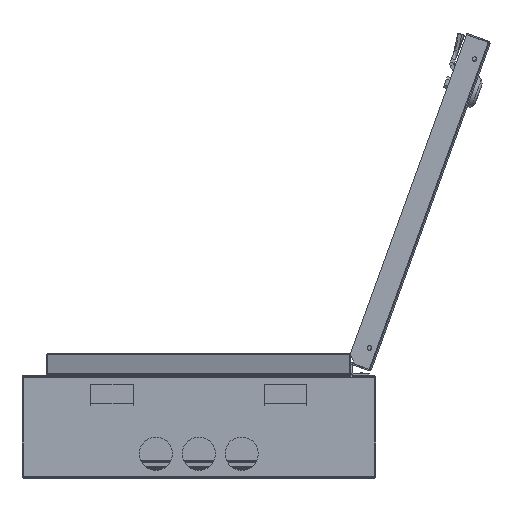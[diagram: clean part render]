
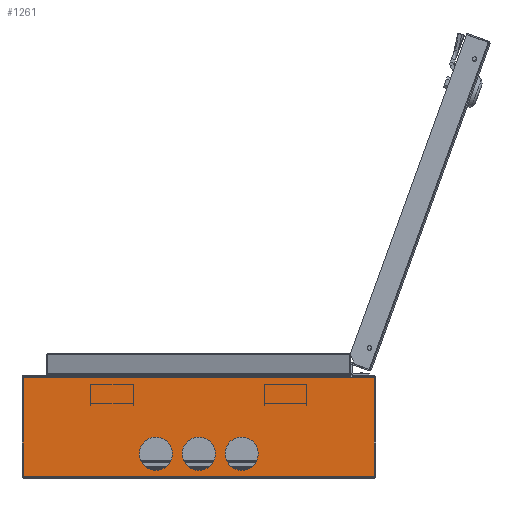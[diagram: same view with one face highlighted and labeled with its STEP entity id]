
A CAD part, front view. The second image highlights one B-rep face of the part: STEP entity #1261.
In plain terms, the highlighted planar face has unit normal (0, -1, 0).
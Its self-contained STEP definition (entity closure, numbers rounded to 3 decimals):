
#335 = EDGE_CURVE ( 'NONE', #14316, #14316, #19311, .T. ) ;
#764 = CARTESIAN_POINT ( 'NONE',  ( -3515., -335., 96. ) ) ;
#1054 = EDGE_LOOP ( 'NONE', ( #1369 ) ) ;
#1061 = VERTEX_POINT ( 'NONE', #12351 ) ;
#1200 = LINE ( 'NONE', #2835, #11976 ) ;
#1261 = ADVANCED_FACE ( 'NONE', ( #5379, #20464, #1679, #5693 ), #18936, .T. ) ;
#1369 = ORIENTED_EDGE ( 'NONE', *, *, #335, .F. ) ;
#1516 = DIRECTION ( 'NONE',  ( -1., 0., 0. ) ) ;
#1572 = VECTOR ( 'NONE', #17449, 1000. ) ;
#1679 = FACE_BOUND ( 'NONE', #7992, .T. ) ;
#2755 = CARTESIAN_POINT ( 'NONE',  ( 163.965, -335., 94. ) ) ;
#2835 = CARTESIAN_POINT ( 'NONE',  ( -3515., -335., 2. ) ) ;
#3090 = VECTOR ( 'NONE', #16476, 1000. ) ;
#3271 = CARTESIAN_POINT ( 'NONE',  ( -40., -335., 23. ) ) ;
#3876 = DIRECTION ( 'NONE',  ( 0., -1., 0. ) ) ;
#3937 = DIRECTION ( 'NONE',  ( 0., 0., 1. ) ) ;
#4912 = CARTESIAN_POINT ( 'NONE',  ( 55.5, -335., 23. ) ) ;
#5131 = CARTESIAN_POINT ( 'NONE',  ( -163.965, -335., 94. ) ) ;
#5205 = EDGE_CURVE ( 'NONE', #7163, #6709, #21228, .T. ) ;
#5252 = DIRECTION ( 'NONE',  ( 1., 0., 0. ) ) ;
#5379 = FACE_BOUND ( 'NONE', #1054, .T. ) ;
#5688 = VERTEX_POINT ( 'NONE', #11825 ) ;
#5693 = FACE_OUTER_BOUND ( 'NONE', #7203, .T. ) ;
#5850 = CARTESIAN_POINT ( 'NONE',  ( 40., -335., 23. ) ) ;
#5886 = AXIS2_PLACEMENT_3D ( 'NONE', #10733, #18925, #5252 ) ;
#6317 = EDGE_CURVE ( 'NONE', #18361, #18361, #18297, .T. ) ;
#6709 = VERTEX_POINT ( 'NONE', #5131 ) ;
#6785 = VERTEX_POINT ( 'NONE', #13564 ) ;
#6863 = ORIENTED_EDGE ( 'NONE', *, *, #15290, .F. ) ;
#7163 = VERTEX_POINT ( 'NONE', #16534 ) ;
#7203 = EDGE_LOOP ( 'NONE', ( #12111, #20685, #19704, #21126 ) ) ;
#7675 = DIRECTION ( 'NONE',  ( -1., 0., 0. ) ) ;
#7992 = EDGE_LOOP ( 'NONE', ( #17072 ) ) ;
#8897 = AXIS2_PLACEMENT_3D ( 'NONE', #5850, #3876, #20825 ) ;
#9527 = DIRECTION ( 'NONE',  ( 1., 0., 0. ) ) ;
#9955 = DIRECTION ( 'NONE',  ( 0., -1., 0. ) ) ;
#10368 = EDGE_CURVE ( 'NONE', #6709, #5688, #11795, .T. ) ;
#10733 = CARTESIAN_POINT ( 'NONE',  ( 0., -335., 23. ) ) ;
#11470 = CIRCLE ( 'NONE', #5886, 15.5 ) ;
#11699 = EDGE_LOOP ( 'NONE', ( #6863 ) ) ;
#11795 = LINE ( 'NONE', #13100, #3090 ) ;
#11825 = CARTESIAN_POINT ( 'NONE',  ( -163.965, -335., 2. ) ) ;
#11976 = VECTOR ( 'NONE', #9527, 1000. ) ;
#12111 = ORIENTED_EDGE ( 'NONE', *, *, #16963, .T. ) ;
#12351 = CARTESIAN_POINT ( 'NONE',  ( 15.5, -335., 23. ) ) ;
#12849 = CARTESIAN_POINT ( 'NONE',  ( 163.965, -335., 96. ) ) ;
#13100 = CARTESIAN_POINT ( 'NONE',  ( -163.965, -335., 96. ) ) ;
#13564 = CARTESIAN_POINT ( 'NONE',  ( 163.965, -335., 2. ) ) ;
#14045 = AXIS2_PLACEMENT_3D ( 'NONE', #764, #15639, #3937 ) ;
#14063 = EDGE_CURVE ( 'NONE', #5688, #6785, #1200, .T. ) ;
#14316 = VERTEX_POINT ( 'NONE', #14424 ) ;
#14424 = CARTESIAN_POINT ( 'NONE',  ( -55.5, -335., 23. ) ) ;
#15107 = VECTOR ( 'NONE', #7675, 1000. ) ;
#15290 = EDGE_CURVE ( 'NONE', #1061, #1061, #11470, .T. ) ;
#15639 = DIRECTION ( 'NONE',  ( 0., -1., 0. ) ) ;
#16476 = DIRECTION ( 'NONE',  ( 0., 0., -1. ) ) ;
#16534 = CARTESIAN_POINT ( 'NONE',  ( 163.965, -335., 94. ) ) ;
#16963 = EDGE_CURVE ( 'NONE', #6785, #7163, #21050, .T. ) ;
#17072 = ORIENTED_EDGE ( 'NONE', *, *, #6317, .F. ) ;
#17449 = DIRECTION ( 'NONE',  ( 0., 0., 1. ) ) ;
#18297 = CIRCLE ( 'NONE', #8897, 15.5 ) ;
#18361 = VERTEX_POINT ( 'NONE', #4912 ) ;
#18925 = DIRECTION ( 'NONE',  ( 0., -1., 0. ) ) ;
#18936 = PLANE ( 'NONE',  #14045 ) ;
#19311 = CIRCLE ( 'NONE', #19674, 15.5 ) ;
#19674 = AXIS2_PLACEMENT_3D ( 'NONE', #3271, #9955, #1516 ) ;
#19704 = ORIENTED_EDGE ( 'NONE', *, *, #10368, .T. ) ;
#20464 = FACE_BOUND ( 'NONE', #11699, .T. ) ;
#20685 = ORIENTED_EDGE ( 'NONE', *, *, #5205, .T. ) ;
#20825 = DIRECTION ( 'NONE',  ( 1., 0., 0. ) ) ;
#21050 = LINE ( 'NONE', #12849, #1572 ) ;
#21126 = ORIENTED_EDGE ( 'NONE', *, *, #14063, .T. ) ;
#21228 = LINE ( 'NONE', #2755, #15107 ) ;
